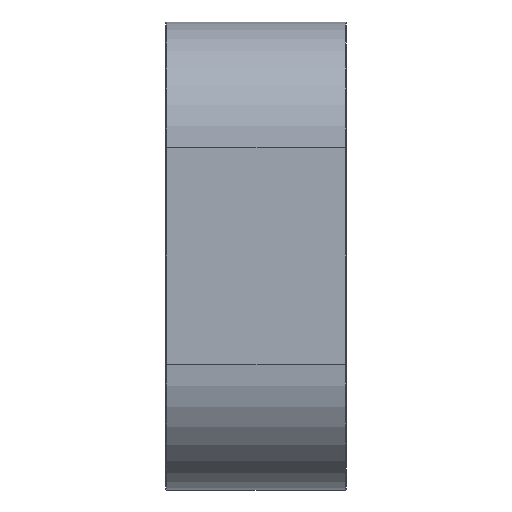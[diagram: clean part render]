
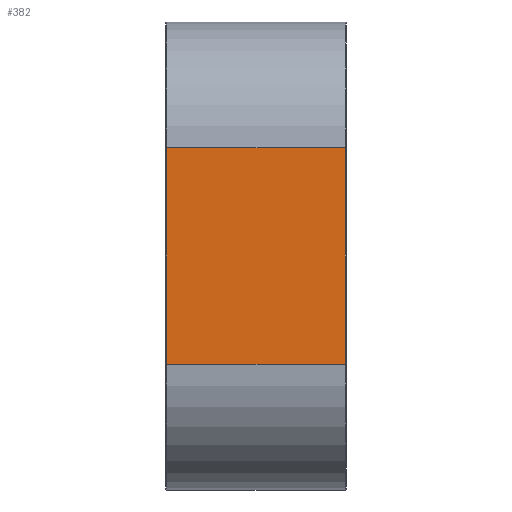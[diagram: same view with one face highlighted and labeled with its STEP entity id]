
A CAD part, left-side view. The second image highlights one B-rep face of the part: STEP entity #382.
In plain terms, the highlighted planar face has unit normal (-1, 0, 0).
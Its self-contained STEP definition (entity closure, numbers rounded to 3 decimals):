
#9 = AXIS2_PLACEMENT_3D ( 'NONE', #3695, #1924, #162 ) ;
#37 = EDGE_CURVE ( 'NONE', #3749, #3222, #591, .T. ) ;
#162 = DIRECTION ( 'NONE',  ( 0., 0., 1. ) ) ;
#283 = VECTOR ( 'NONE', #1159, 1000. ) ;
#382 = ADVANCED_FACE ( 'NONE', ( #2810 ), #1634, .T. ) ;
#565 = EDGE_CURVE ( 'NONE', #3249, #1225, #835, .T. ) ;
#591 = LINE ( 'NONE', #3144, #1284 ) ;
#668 = CARTESIAN_POINT ( 'NONE',  ( -304.5, -149., 90. ) ) ;
#766 = CARTESIAN_POINT ( 'NONE',  ( -304.5, -1., 90. ) ) ;
#835 = LINE ( 'NONE', #3823, #283 ) ;
#1066 = CARTESIAN_POINT ( 'NONE',  ( -304.5, -1., -90. ) ) ;
#1156 = EDGE_CURVE ( 'NONE', #1225, #3222, #1949, .T. ) ;
#1159 = DIRECTION ( 'NONE',  ( 0., 1., 0. ) ) ;
#1225 = VERTEX_POINT ( 'NONE', #766 ) ;
#1265 = VECTOR ( 'NONE', #1391, 1000. ) ;
#1284 = VECTOR ( 'NONE', #3732, 1000. ) ;
#1333 = EDGE_LOOP ( 'NONE', ( #1364, #2253, #3102, #1806 ) ) ;
#1364 = ORIENTED_EDGE ( 'NONE', *, *, #37, .F. ) ;
#1391 = DIRECTION ( 'NONE',  ( 0., 0., -1. ) ) ;
#1550 = CARTESIAN_POINT ( 'NONE',  ( -304.5, -149., 90. ) ) ;
#1634 = PLANE ( 'NONE',  #9 ) ;
#1806 = ORIENTED_EDGE ( 'NONE', *, *, #1156, .T. ) ;
#1924 = DIRECTION ( 'NONE',  ( -1., 0., 0. ) ) ;
#1949 = LINE ( 'NONE', #1066, #1265 ) ;
#2253 = ORIENTED_EDGE ( 'NONE', *, *, #2770, .T. ) ;
#2262 = LINE ( 'NONE', #1550, #3371 ) ;
#2751 = DIRECTION ( 'NONE',  ( 0., 0., 1. ) ) ;
#2770 = EDGE_CURVE ( 'NONE', #3749, #3249, #2262, .T. ) ;
#2810 = FACE_OUTER_BOUND ( 'NONE', #1333, .T. ) ;
#2996 = CARTESIAN_POINT ( 'NONE',  ( -304.5, -149., -90. ) ) ;
#3102 = ORIENTED_EDGE ( 'NONE', *, *, #565, .T. ) ;
#3144 = CARTESIAN_POINT ( 'NONE',  ( -304.5, -150., -90. ) ) ;
#3222 = VERTEX_POINT ( 'NONE', #3561 ) ;
#3249 = VERTEX_POINT ( 'NONE', #668 ) ;
#3371 = VECTOR ( 'NONE', #2751, 1000. ) ;
#3561 = CARTESIAN_POINT ( 'NONE',  ( -304.5, -1., -90. ) ) ;
#3695 = CARTESIAN_POINT ( 'NONE',  ( -304.5, -150., -90. ) ) ;
#3732 = DIRECTION ( 'NONE',  ( 0., 1., 0. ) ) ;
#3749 = VERTEX_POINT ( 'NONE', #2996 ) ;
#3823 = CARTESIAN_POINT ( 'NONE',  ( -304.5, -150., 90. ) ) ;
